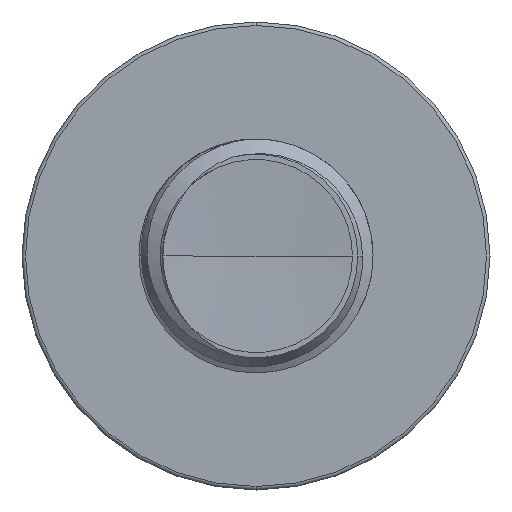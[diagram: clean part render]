
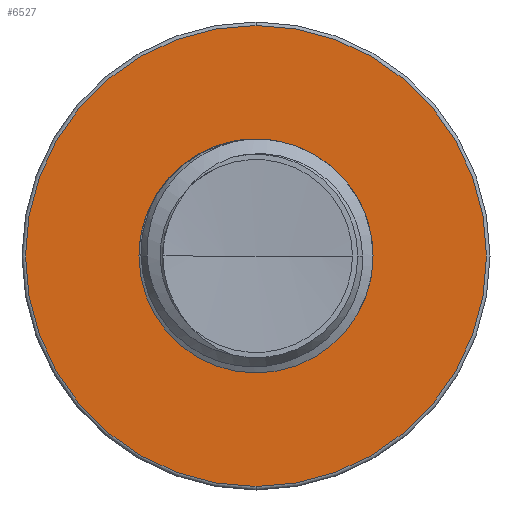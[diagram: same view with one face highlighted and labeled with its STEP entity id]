
A CAD part, front view. The second image highlights one B-rep face of the part: STEP entity #6527.
In plain terms, the highlighted planar face has unit normal (0, -1, 0).
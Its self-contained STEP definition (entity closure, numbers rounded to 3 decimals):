
#73 = CIRCLE ( 'NONE', #12013, 5.91 ) ;
#177 = EDGE_CURVE ( 'NONE', #1669, #2032, #12070, .T. ) ;
#500 = EDGE_CURVE ( 'NONE', #5629, #1688, #767, .T. ) ;
#610 = CARTESIAN_POINT ( 'NONE',  ( 0., 4., -5.91 ) ) ;
#639 = EDGE_CURVE ( 'NONE', #2032, #1669, #745, .T. ) ;
#745 = CIRCLE ( 'NONE', #4909, 2.923 ) ;
#767 = CIRCLE ( 'NONE', #873, 5.91 ) ;
#873 = AXIS2_PLACEMENT_3D ( 'NONE', #3035, #9082, #5306 ) ;
#1669 = VERTEX_POINT ( 'NONE', #11820 ) ;
#1688 = VERTEX_POINT ( 'NONE', #610 ) ;
#2032 = VERTEX_POINT ( 'NONE', #3576 ) ;
#2253 = DIRECTION ( 'NONE',  ( 0., 0., -1. ) ) ;
#2272 = DIRECTION ( 'NONE',  ( 0., -1., 0. ) ) ;
#2284 = CARTESIAN_POINT ( 'NONE',  ( 0., 4., 0. ) ) ;
#3035 = CARTESIAN_POINT ( 'NONE',  ( 0., 4., 0. ) ) ;
#3576 = CARTESIAN_POINT ( 'NONE',  ( 0., 4., 2.923 ) ) ;
#3824 = DIRECTION ( 'NONE',  ( 0., 0., -1. ) ) ;
#3829 = PLANE ( 'NONE',  #11814 ) ;
#3925 = DIRECTION ( 'NONE',  ( 0., -1., 0. ) ) ;
#3951 = FACE_OUTER_BOUND ( 'NONE', #5005, .T. ) ;
#3977 = CARTESIAN_POINT ( 'NONE',  ( 0., 4., 2.923 ) ) ;
#4379 = DIRECTION ( 'NONE',  ( 0., 0., -1. ) ) ;
#4389 = DIRECTION ( 'NONE',  ( 0., -1., 0. ) ) ;
#4409 = CARTESIAN_POINT ( 'NONE',  ( 0., 4., 0. ) ) ;
#4755 = EDGE_CURVE ( 'NONE', #1688, #5629, #73, .T. ) ;
#4909 = AXIS2_PLACEMENT_3D ( 'NONE', #4409, #4389, #4379 ) ;
#5005 = EDGE_LOOP ( 'NONE', ( #6664, #5990 ) ) ;
#5306 = DIRECTION ( 'NONE',  ( 0., 0., -1. ) ) ;
#5629 = VERTEX_POINT ( 'NONE', #7136 ) ;
#5990 = ORIENTED_EDGE ( 'NONE', *, *, #500, .T. ) ;
#6026 = ORIENTED_EDGE ( 'NONE', *, *, #177, .F. ) ;
#6527 = ADVANCED_FACE ( 'NONE', ( #3951, #9129 ), #3829, .T. ) ;
#6664 = ORIENTED_EDGE ( 'NONE', *, *, #4755, .T. ) ;
#7136 = CARTESIAN_POINT ( 'NONE',  ( 0., 4., 5.91 ) ) ;
#7719 = EDGE_LOOP ( 'NONE', ( #6026, #8668 ) ) ;
#8668 = ORIENTED_EDGE ( 'NONE', *, *, #639, .F. ) ;
#9082 = DIRECTION ( 'NONE',  ( 0., -1., 0. ) ) ;
#9129 = FACE_BOUND ( 'NONE', #7719, .T. ) ;
#9134 = CARTESIAN_POINT ( 'NONE',  ( 0., 4., 0. ) ) ;
#10512 = AXIS2_PLACEMENT_3D ( 'NONE', #9134, #11359, #11168 ) ;
#11168 = DIRECTION ( 'NONE',  ( 0., 0., -1. ) ) ;
#11359 = DIRECTION ( 'NONE',  ( 0., -1., 0. ) ) ;
#11814 = AXIS2_PLACEMENT_3D ( 'NONE', #3977, #3925, #3824 ) ;
#11820 = CARTESIAN_POINT ( 'NONE',  ( 0., 4., -2.923 ) ) ;
#12013 = AXIS2_PLACEMENT_3D ( 'NONE', #2284, #2272, #2253 ) ;
#12070 = CIRCLE ( 'NONE', #10512, 2.923 ) ;
